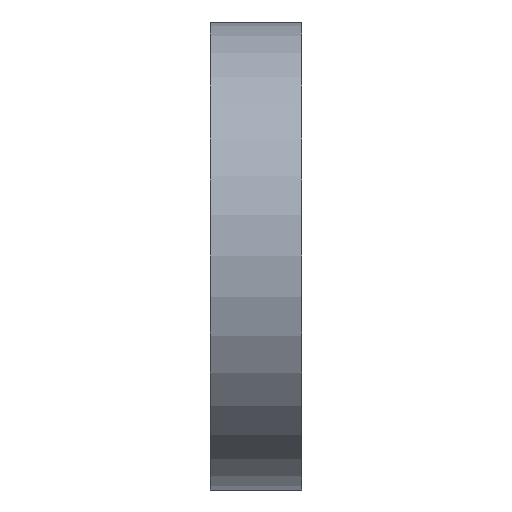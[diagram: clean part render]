
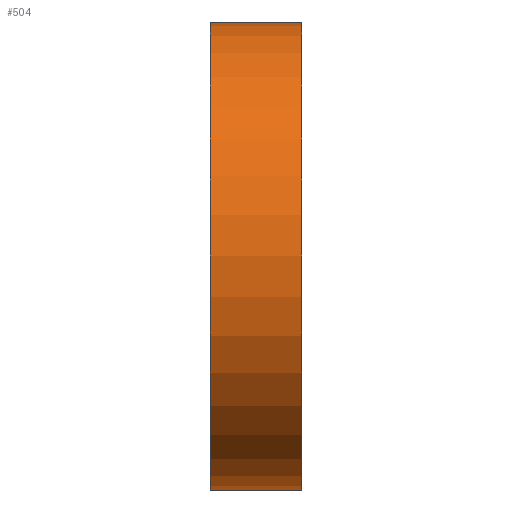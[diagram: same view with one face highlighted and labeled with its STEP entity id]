
A CAD part, left-side view. The second image highlights one B-rep face of the part: STEP entity #504.
In plain terms, the highlighted cylindrical face has radius 7.2 mm (diameter 14.4 mm), a partial arc.
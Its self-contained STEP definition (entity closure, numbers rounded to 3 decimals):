
#39=CIRCLE('',#567,7.2);
#40=CIRCLE('',#568,7.2);
#52=CYLINDRICAL_SURFACE('',#566,7.2);
#76=FACE_OUTER_BOUND('',#102,.T.);
#102=EDGE_LOOP('',(#415,#416,#417,#418));
#148=LINE('',#847,#196);
#154=LINE('',#862,#202);
#196=VECTOR('',#696,10.);
#202=VECTOR('',#710,10.);
#243=VERTEX_POINT('',#843);
#245=VERTEX_POINT('',#846);
#249=VERTEX_POINT('',#858);
#250=VERTEX_POINT('',#860);
#312=EDGE_CURVE('',#243,#245,#148,.T.);
#320=EDGE_CURVE('',#249,#250,#154,.T.);
#321=EDGE_CURVE('',#243,#249,#39,.T.);
#322=EDGE_CURVE('',#245,#250,#40,.T.);
#415=ORIENTED_EDGE('',*,*,#321,.T.);
#416=ORIENTED_EDGE('',*,*,#320,.T.);
#417=ORIENTED_EDGE('',*,*,#322,.F.);
#418=ORIENTED_EDGE('',*,*,#312,.F.);
#504=ADVANCED_FACE('',(#76),#52,.T.);
#566=AXIS2_PLACEMENT_3D('',#863,#711,#712);
#567=AXIS2_PLACEMENT_3D('',#864,#713,#714);
#568=AXIS2_PLACEMENT_3D('',#865,#715,#716);
#696=DIRECTION('',(0.,1.,0.));
#710=DIRECTION('',(0.,1.,0.));
#711=DIRECTION('center_axis',(0.,1.,0.));
#712=DIRECTION('ref_axis',(0.,0.,-1.));
#713=DIRECTION('center_axis',(0.,1.,0.));
#714=DIRECTION('ref_axis',(0.,0.,-1.));
#715=DIRECTION('center_axis',(0.,1.,0.));
#716=DIRECTION('ref_axis',(0.,0.,-1.));
#843=CARTESIAN_POINT('',(0.,0.,-7.2));
#846=CARTESIAN_POINT('',(0.,2.8,-7.2));
#847=CARTESIAN_POINT('',(0.,0.,-7.2));
#858=CARTESIAN_POINT('',(0.,0.,7.2));
#860=CARTESIAN_POINT('',(0.,2.8,7.2));
#862=CARTESIAN_POINT('',(0.,0.,7.2));
#863=CARTESIAN_POINT('Origin',(0.,0.,0.));
#864=CARTESIAN_POINT('Origin',(0.,0.,0.));
#865=CARTESIAN_POINT('Origin',(0.,2.8,0.));
